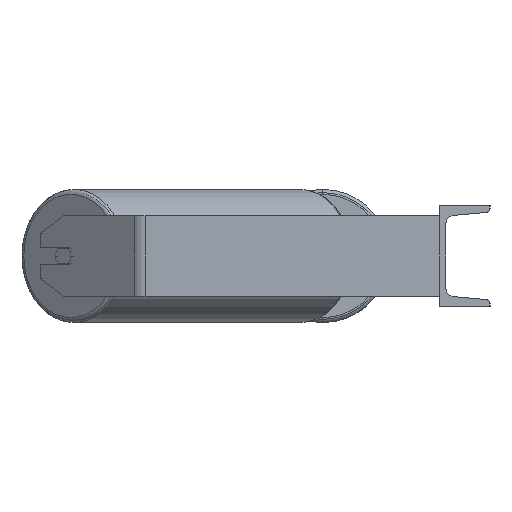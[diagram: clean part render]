
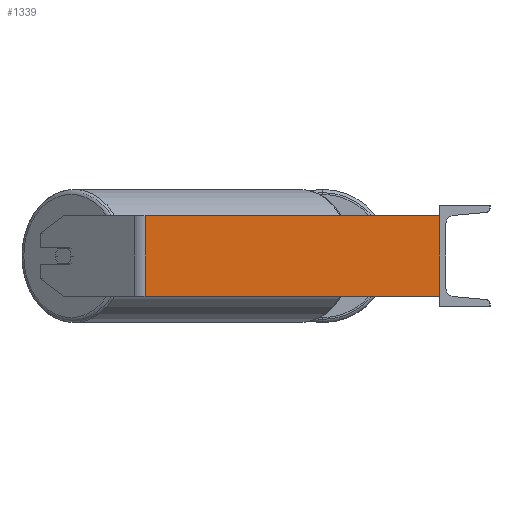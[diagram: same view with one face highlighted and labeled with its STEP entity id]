
A CAD part, left-side view. The second image highlights one B-rep face of the part: STEP entity #1339.
In plain terms, the highlighted planar face has unit normal (-1, 0, 0).
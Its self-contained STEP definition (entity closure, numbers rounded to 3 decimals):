
#38 = DIRECTION ( 'NONE',  ( 0., 0., -1. ) ) ;
#295 = CARTESIAN_POINT ( 'NONE',  ( -585., 0., -40. ) ) ;
#460 = EDGE_CURVE ( 'NONE', #8462, #4727, #1757, .T. ) ;
#565 = VECTOR ( 'NONE', #8358, 1000. ) ;
#629 = EDGE_CURVE ( 'NONE', #2376, #2710, #3339, .T. ) ;
#719 = DIRECTION ( 'NONE',  ( 0., -1., 0. ) ) ;
#813 = VECTOR ( 'NONE', #719, 1000. ) ;
#931 = ORIENTED_EDGE ( 'NONE', *, *, #7207, .F. ) ;
#1022 = EDGE_CURVE ( 'NONE', #2710, #4727, #5542, .T. ) ;
#1145 = FACE_OUTER_BOUND ( 'NONE', #2790, .T. ) ;
#1212 = CARTESIAN_POINT ( 'NONE',  ( -585., 0., 40. ) ) ;
#1276 = VECTOR ( 'NONE', #38, 1000. ) ;
#1339 = ADVANCED_FACE ( 'NONE', ( #1145 ), #2011, .F. ) ;
#1757 = LINE ( 'NONE', #7453, #2591 ) ;
#2011 = PLANE ( 'NONE',  #5941 ) ;
#2376 = VERTEX_POINT ( 'NONE', #3032 ) ;
#2591 = VECTOR ( 'NONE', #8696, 1000. ) ;
#2663 = CARTESIAN_POINT ( 'NONE',  ( -585., 294.205, -40. ) ) ;
#2694 = CARTESIAN_POINT ( 'NONE',  ( -585., 300.029, 40. ) ) ;
#2710 = VERTEX_POINT ( 'NONE', #2663 ) ;
#2790 = EDGE_LOOP ( 'NONE', ( #6148, #8008, #931, #4514 ) ) ;
#3032 = CARTESIAN_POINT ( 'NONE',  ( -585., 294.205, 40. ) ) ;
#3339 = LINE ( 'NONE', #6255, #1276 ) ;
#4261 = CARTESIAN_POINT ( 'NONE',  ( -585., 300.029, 40. ) ) ;
#4514 = ORIENTED_EDGE ( 'NONE', *, *, #629, .T. ) ;
#4727 = VERTEX_POINT ( 'NONE', #295 ) ;
#5454 = DIRECTION ( 'NONE',  ( 1., 0., 0. ) ) ;
#5528 = LINE ( 'NONE', #4261, #813 ) ;
#5542 = LINE ( 'NONE', #6104, #565 ) ;
#5941 = AXIS2_PLACEMENT_3D ( 'NONE', #2694, #5454, #8263 ) ;
#6104 = CARTESIAN_POINT ( 'NONE',  ( -585., 300.029, -40. ) ) ;
#6148 = ORIENTED_EDGE ( 'NONE', *, *, #1022, .T. ) ;
#6255 = CARTESIAN_POINT ( 'NONE',  ( -585., 294.205, 40. ) ) ;
#7207 = EDGE_CURVE ( 'NONE', #2376, #8462, #5528, .T. ) ;
#7453 = CARTESIAN_POINT ( 'NONE',  ( -585., 0., 40. ) ) ;
#8008 = ORIENTED_EDGE ( 'NONE', *, *, #460, .F. ) ;
#8263 = DIRECTION ( 'NONE',  ( 0., 1., 0. ) ) ;
#8358 = DIRECTION ( 'NONE',  ( 0., -1., 0. ) ) ;
#8462 = VERTEX_POINT ( 'NONE', #1212 ) ;
#8696 = DIRECTION ( 'NONE',  ( 0., 0., -1. ) ) ;
